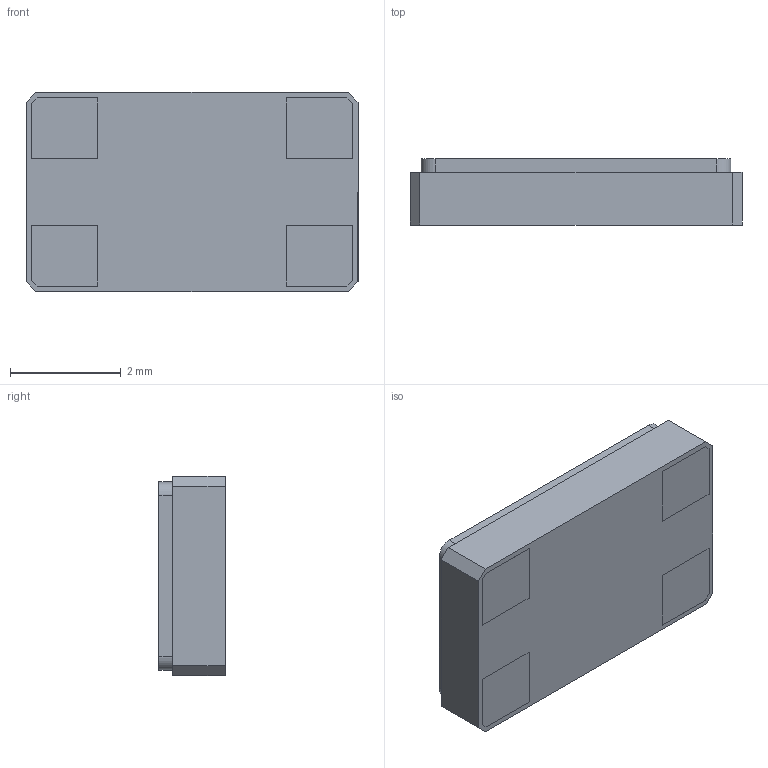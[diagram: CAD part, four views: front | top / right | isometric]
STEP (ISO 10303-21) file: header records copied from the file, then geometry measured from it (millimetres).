
FILE_DESCRIPTION (( 'STEP AP214' ), '1' );
FILE_NAME ('ABMM2.STEP', '2013-08-12T07:23:33', ( '' ), ( '' ), 'SwSTEP 2.0', 'SolidWorks 2012', '' );
FILE_SCHEMA (( 'AUTOMOTIVE_DESIGN' ));
Length unit declared in the file: inch
Products named in the file (1): ABMM2
Bounding box: 6 x 1.2 x 3.6 mm (x, y, z)
Volume: 25.2 mm3; surface area: 65.3 mm2
Topology: 1 solids, 1 shells, 126 faces, 333 edges, 222 vertices
Faces by surface type: plane 97, bspline 25, cylinder 4
Entity records: 6616 total; most frequent: CARTESIAN_POINT 2035, ORIENTED_EDGE 666, DIRECTION 495, EDGE_CURVE 333, LINE 275, VECTOR 275, VERTEX_POINT 222, EDGE_LOOP 139
